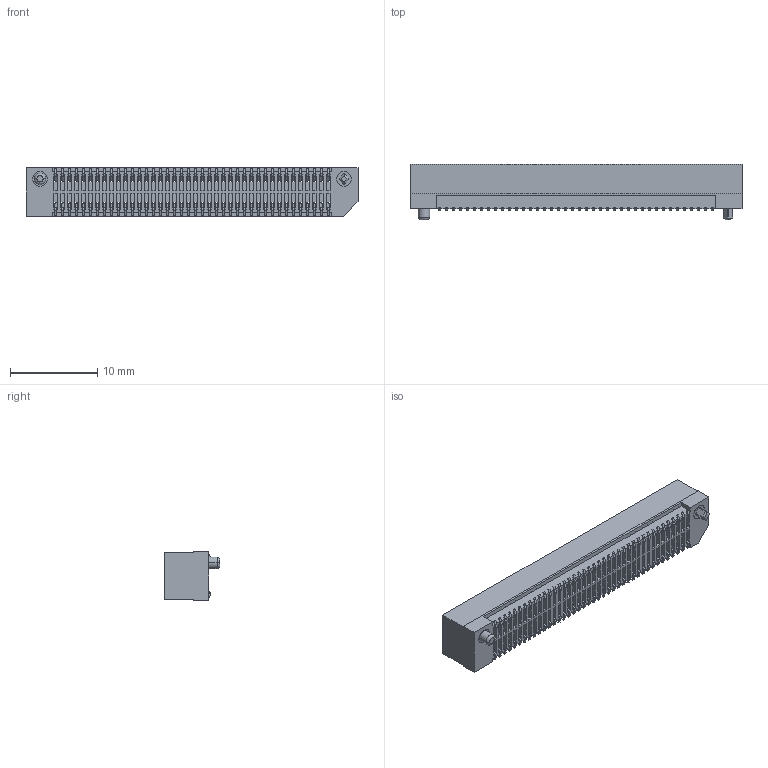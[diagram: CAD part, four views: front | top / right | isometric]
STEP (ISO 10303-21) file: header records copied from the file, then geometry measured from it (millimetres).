
FILE_DESCRIPTION((''),'2;1');
FILE_NAME('FBB08005-F80','2019-10-28T',('gongcheng6'),(''),'PRO/ENGINEER BY PARAMETRIC TECHNOLOGY CORPORATION, 2010280','PRO/ENGINEER BY PARAMETRIC TECHNOLOGY CORPORATION, 2010280','');
FILE_SCHEMA(('CONFIG_CONTROL_DESIGN'));
Products named in the file (1): FBB08005-F80
Bounding box: 38 x 6.37 x 5.6 mm (x, y, z)
Volume: 415.4 mm3; surface area: 2356.4 mm2
Topology: 1 solids, 1 shells, 2470 faces, 7781 edges, 5078 vertices
Faces by surface type: plane 2138, cylinder 330, torus 2
Entity records: 85259 total; most frequent: ORIENTED_EDGE 15562, CARTESIAN_POINT 15345, DIRECTION 13373, EDGE_CURVE 7781, VECTOR 7113, LINE 7113, VERTEX_POINT 5078, AXIS2_PLACEMENT_3D 3130
